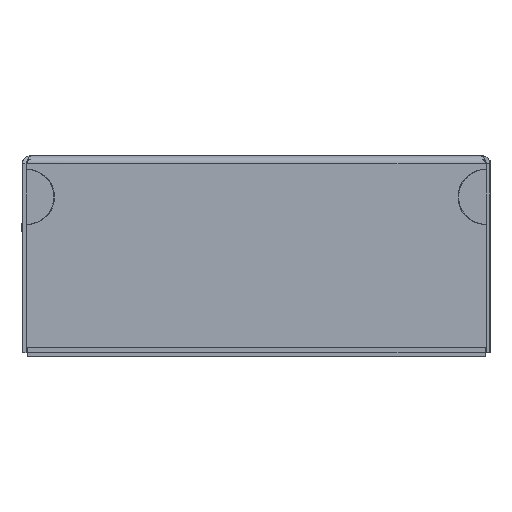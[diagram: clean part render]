
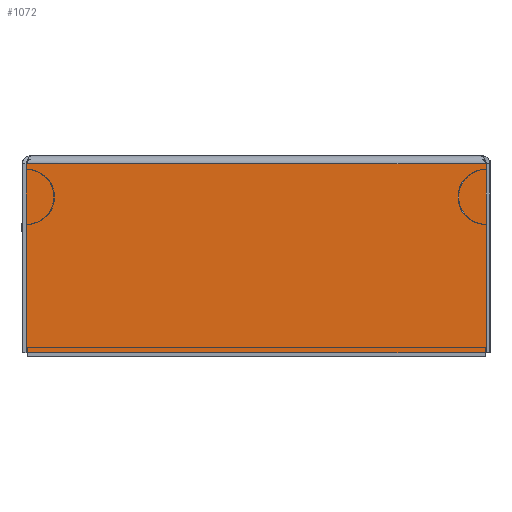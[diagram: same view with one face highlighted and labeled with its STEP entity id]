
A CAD part, left-side view. The second image highlights one B-rep face of the part: STEP entity #1072.
In plain terms, the highlighted planar face has unit normal (-1, 0, 0).
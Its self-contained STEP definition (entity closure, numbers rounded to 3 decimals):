
#31=FACE_BOUND('',#161,.T.);
#32=FACE_BOUND('',#162,.T.);
#56=PLANE('',#1171);
#98=FACE_OUTER_BOUND('',#160,.T.);
#160=EDGE_LOOP('',(#764,#765,#766,#767));
#161=EDGE_LOOP('',(#768,#769));
#162=EDGE_LOOP('',(#770,#771));
#251=LINE('',#1638,#352);
#255=LINE('',#1647,#356);
#259=LINE('',#1654,#360);
#260=LINE('',#1655,#361);
#352=VECTOR('',#1337,10.);
#356=VECTOR('',#1343,10.);
#360=VECTOR('',#1349,10.);
#361=VECTOR('',#1350,10.);
#423=CIRCLE('',#1164,6.);
#425=CIRCLE('',#1167,6.);
#427=CIRCLE('',#1172,6.);
#428=CIRCLE('',#1173,6.);
#481=VERTEX_POINT('',#1618);
#483=VERTEX_POINT('',#1621);
#485=VERTEX_POINT('',#1627);
#487=VERTEX_POINT('',#1630);
#489=VERTEX_POINT('',#1636);
#490=VERTEX_POINT('',#1637);
#493=VERTEX_POINT('',#1645);
#494=VERTEX_POINT('',#1646);
#584=EDGE_CURVE('',#483,#481,#423,.T.);
#588=EDGE_CURVE('',#487,#485,#425,.T.);
#591=EDGE_CURVE('',#489,#490,#251,.T.);
#595=EDGE_CURVE('',#493,#494,#255,.T.);
#599=EDGE_CURVE('',#489,#494,#259,.T.);
#600=EDGE_CURVE('',#490,#493,#260,.T.);
#601=EDGE_CURVE('',#481,#483,#427,.T.);
#602=EDGE_CURVE('',#485,#487,#428,.T.);
#764=ORIENTED_EDGE('',*,*,#591,.F.);
#765=ORIENTED_EDGE('',*,*,#599,.T.);
#766=ORIENTED_EDGE('',*,*,#595,.F.);
#767=ORIENTED_EDGE('',*,*,#600,.F.);
#768=ORIENTED_EDGE('',*,*,#601,.T.);
#769=ORIENTED_EDGE('',*,*,#584,.T.);
#770=ORIENTED_EDGE('',*,*,#602,.T.);
#771=ORIENTED_EDGE('',*,*,#588,.T.);
#1072=ADVANCED_FACE('',(#98,#31,#32),#56,.T.);
#1164=AXIS2_PLACEMENT_3D('',#1622,#1322,#1323);
#1167=AXIS2_PLACEMENT_3D('',#1631,#1330,#1331);
#1171=AXIS2_PLACEMENT_3D('',#1653,#1347,#1348);
#1172=AXIS2_PLACEMENT_3D('',#1656,#1351,#1352);
#1173=AXIS2_PLACEMENT_3D('',#1657,#1353,#1354);
#1322=DIRECTION('center_axis',(-1.,0.,0.));
#1323=DIRECTION('ref_axis',(0.,0.,
1.));
#1330=DIRECTION('center_axis',(-1.,0.,0.));
#1331=DIRECTION('ref_axis',(0.,0.,-1.));
#1337=DIRECTION('',(0.,0.,-1.));
#1343=DIRECTION('',(0.,0.,1.));
#1347=DIRECTION('center_axis',(-1.,0.,0.));
#1348=DIRECTION('ref_axis',(0.,0.,
1.));
#1349=DIRECTION('',(0.,1.,0.));
#1350=DIRECTION('',(0.,1.,0.));
#1351=DIRECTION('center_axis',(1.,0.,0.));
#1352=DIRECTION('ref_axis',(0.,-0.027,1.));
#1353=DIRECTION('center_axis',(1.,0.,0.));
#1354=DIRECTION('ref_axis',(0.,0.027,-1.));
#1618=CARTESIAN_POINT('',(-87.5,-50.082,28.801));
#1621=CARTESIAN_POINT('',(-87.5,-50.082,40.799));
#1622=CARTESIAN_POINT('Origin',(-87.5,-50.165,34.8));
#1627=CARTESIAN_POINT('',(-87.5,50.082,40.799));
#1630=CARTESIAN_POINT('',(-87.5,50.082,28.801));
#1631=CARTESIAN_POINT('Origin',(-87.5,50.165,34.8));
#1636=CARTESIAN_POINT('',(-87.5,-50.165,42.));
#1637=CARTESIAN_POINT('',(-87.5,-50.165,0.8));
#1638=CARTESIAN_POINT('',(-87.5,-50.165,42.));
#1645=CARTESIAN_POINT('',(-87.5,50.165,0.8));
#1646=CARTESIAN_POINT('',(-87.5,50.165,42.));
#1647=CARTESIAN_POINT('',(-87.5,50.165,42.));
#1653=CARTESIAN_POINT('Origin',(-87.5,0.,
22.11));
#1654=CARTESIAN_POINT('',(-87.5,0.,42.));
#1655=CARTESIAN_POINT('',(-87.5,-50.165,0.8));
#1656=CARTESIAN_POINT('Origin',(-87.5,-50.,34.8));
#1657=CARTESIAN_POINT('Origin',(-87.5,50.,34.8));
